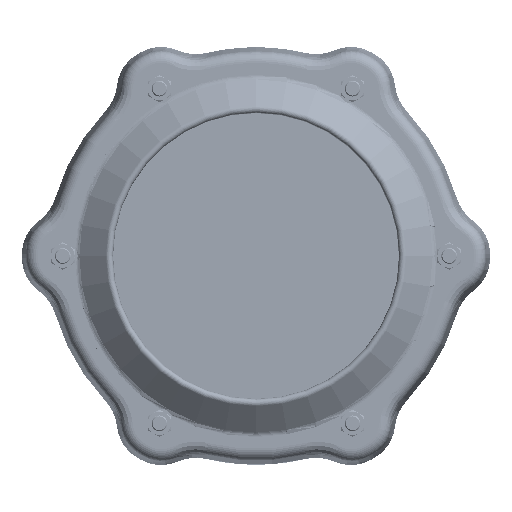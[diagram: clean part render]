
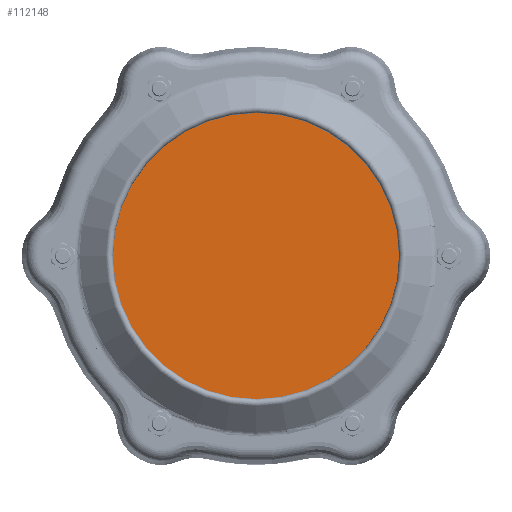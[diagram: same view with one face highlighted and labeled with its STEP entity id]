
A CAD part, left-side view. The second image highlights one B-rep face of the part: STEP entity #112148.
In plain terms, the highlighted planar face has unit normal (-1, 0, 0).
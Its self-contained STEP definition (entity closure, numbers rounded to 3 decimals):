
#13197 = EDGE_CURVE ( 'NONE', #35797, #174256, #260606, .T. ) ;
#35797 = VERTEX_POINT ( 'NONE', #80505 ) ;
#38455 = CARTESIAN_POINT ( 'NONE',  ( -212.742, 0., -145. ) ) ;
#71806 = AXIS2_PLACEMENT_3D ( 'NONE', #136745, #309614, #185256 ) ;
#75431 = DIRECTION ( 'NONE',  ( -1., 0., 0. ) ) ;
#80505 = CARTESIAN_POINT ( 'NONE',  ( -212.742, 0., 145. ) ) ;
#102340 = DIRECTION ( 'NONE',  ( 0., 0., -1. ) ) ;
#104508 = CIRCLE ( 'NONE', #186558, 145. ) ;
#112148 = ADVANCED_FACE ( 'NONE', ( #283678 ), #242487, .F. ) ;
#112963 = ORIENTED_EDGE ( 'NONE', *, *, #13197, .T. ) ;
#132771 = EDGE_LOOP ( 'NONE', ( #112963, #260053 ) ) ;
#136745 = CARTESIAN_POINT ( 'NONE',  ( -212.742, 0., 0. ) ) ;
#148722 = CARTESIAN_POINT ( 'NONE',  ( -212.742, 0., 0. ) ) ;
#166770 = DIRECTION ( 'NONE',  ( 1., 0., 0. ) ) ;
#174256 = VERTEX_POINT ( 'NONE', #38455 ) ;
#185256 = DIRECTION ( 'NONE',  ( 0., 0., -1. ) ) ;
#186558 = AXIS2_PLACEMENT_3D ( 'NONE', #148722, #75431, #102340 ) ;
#194876 = DIRECTION ( 'NONE',  ( 0., 0., -1. ) ) ;
#242487 = PLANE ( 'NONE',  #276264 ) ;
#260053 = ORIENTED_EDGE ( 'NONE', *, *, #313756, .T. ) ;
#260606 = CIRCLE ( 'NONE', #71806, 145. ) ;
#276264 = AXIS2_PLACEMENT_3D ( 'NONE', #313875, #166770, #194876 ) ;
#283678 = FACE_OUTER_BOUND ( 'NONE', #132771, .T. ) ;
#309614 = DIRECTION ( 'NONE',  ( -1., 0., 0. ) ) ;
#313756 = EDGE_CURVE ( 'NONE', #174256, #35797, #104508, .T. ) ;
#313875 = CARTESIAN_POINT ( 'NONE',  ( -212.742, 0., -146.746 ) ) ;
